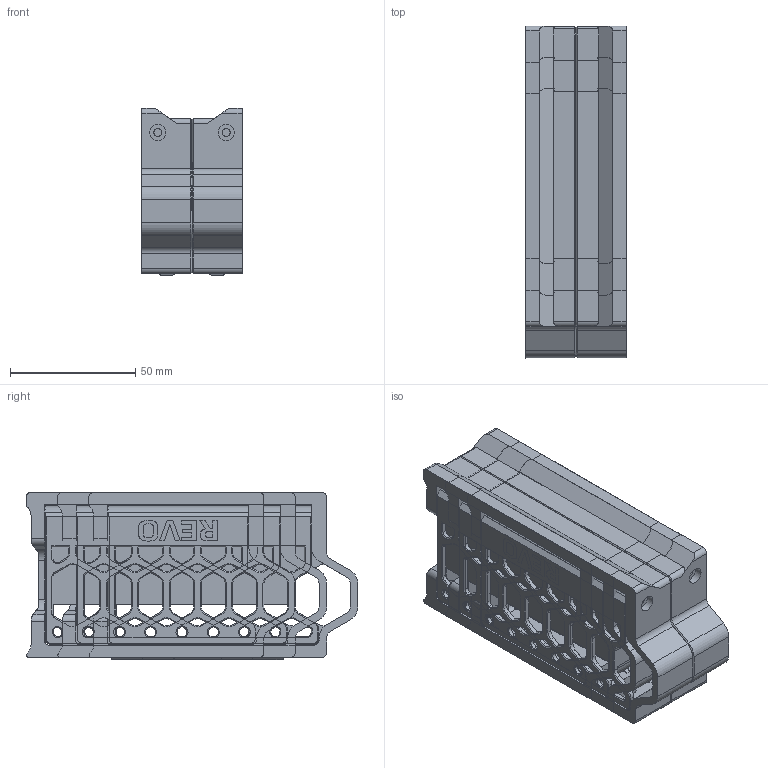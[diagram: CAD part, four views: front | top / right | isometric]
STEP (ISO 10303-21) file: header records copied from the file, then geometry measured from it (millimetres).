
FILE_DESCRIPTION(/* description */ (''),/* implementation_level */ '2;1');
FILE_NAME(/* name */ '(Unsaved).step',/* time_stamp */ '2022-06-27T21:17:29-04:00',/* author */ (''),/* organization */ (''),/* preprocessor_version */ 'ST-DEVELOPER v19',/* originating_system */ 'Autodesk Translation Framework v11.7.0.108',/* authorisation */ '');
FILE_SCHEMA (('AUTOMOTIVE_DESIGN { 1 0 10303 214 3 1 1 }'));
Products named in the file (7): (Unsaved); 300; 350; 250; 300(Mirror); 250(Mirror); 350(Mirror)
Assembly tree (6 placements, depth 2):
  (Unsaved)
    300
    350
    250
    300(Mirror)
    250(Mirror)
    350(Mirror)
Bounding box: 40 x 132.5 x 66.8 mm (x, y, z)
Surface area: 199504.3 mm2
Topology: 12 solids, 12 shells, 3190 faces, 8510 edges, 5390 vertices
Faces by surface type: plane 1630, cylinder 1012, cone 388, bspline 160
Full cylindrical faces by diameter (mm): 3.2 x12, 3.5 x10, 4.6 x12, 6 x12, 6.2 x12, 6.5 x34
Entity records: 101539 total; most frequent: CARTESIAN_POINT 20845, ORIENTED_EDGE 17020, DIRECTION 16540, EDGE_CURVE 8510, LINE 5674, VECTOR 5674, AXIS2_PLACEMENT_3D 5433, VERTEX_POINT 5390
